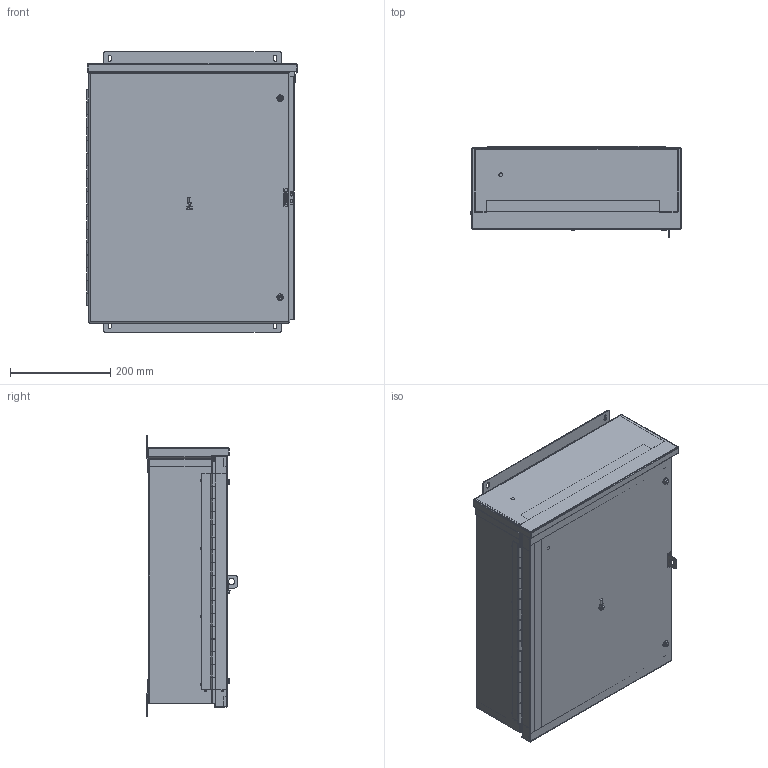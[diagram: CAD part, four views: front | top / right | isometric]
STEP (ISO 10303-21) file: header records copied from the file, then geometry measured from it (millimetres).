
FILE_DESCRIPTION (( 'STEP AP203' ), '1' );
FILE_NAME ('C3R20166HCR_Default.step', '2019-11-12T22:51:57', ( '' ), ( '' ), 'SwSTEP 2.0', 'SolidWorks 2019', '' );
FILE_SCHEMA (( 'CONFIG_CONTROL_DESIGN' ));
Length unit declared in the file: inch
Products named in the file (1): C3R20166HCR_Default
Bounding box: 420.54 x 182.81 x 558.8 mm (x, y, z)
Volume: 1506898.2 mm3; surface area: 1924796.9 mm2
Topology: 33 solids, 33 shells, 860 faces, 2186 edges, 1424 vertices
Faces by surface type: plane 487, cylinder 319, bspline 38, cone 16
Entity records: 26561 total; most frequent: CARTESIAN_POINT 5311, DIRECTION 4428, ORIENTED_EDGE 4372, EDGE_CURVE 2186, AXIS2_PLACEMENT_3D 1501, LINE 1426, VECTOR 1426, VERTEX_POINT 1424
